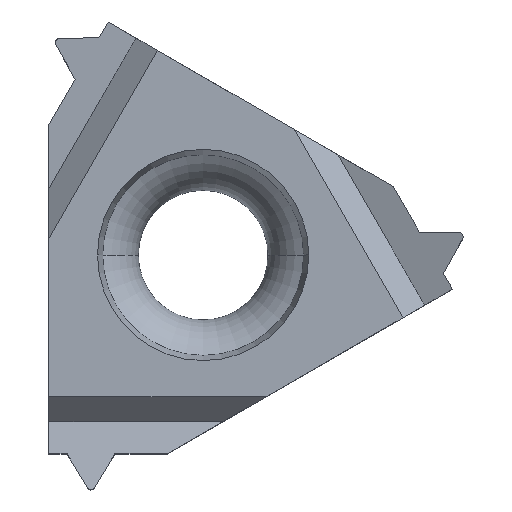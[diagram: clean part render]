
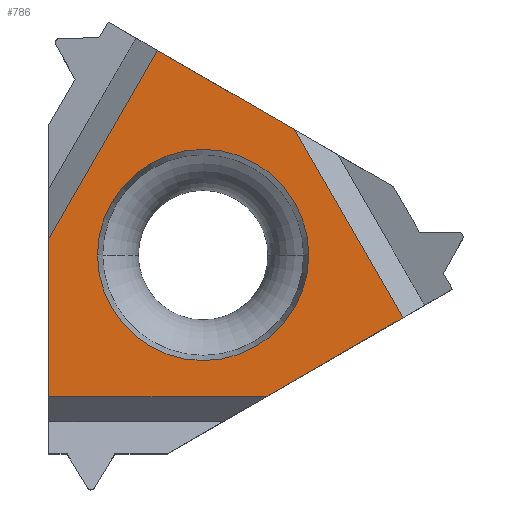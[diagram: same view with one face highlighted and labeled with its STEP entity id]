
A CAD part, top view. The second image highlights one B-rep face of the part: STEP entity #786.
In plain terms, the highlighted planar face has unit normal (0, 0, 1).
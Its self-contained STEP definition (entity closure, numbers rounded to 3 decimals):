
#18=DIRECTION('',(0.5,-0.866,0.));
#19=VECTOR('',#18,6.708);
#20=CARTESIAN_POINT('',(2.817,3.873,0.));
#21=LINE('',#20,#19);
#26=DIRECTION('',(-0.866,-0.5,0.));
#27=VECTOR('',#26,4.88);
#28=CARTESIAN_POINT('',(6.171,-1.936,
0.));
#29=LINE('',#28,#27);
#33=DIRECTION('',(0.5,0.866,0.));
#34=VECTOR('',#33,6.708);
#35=CARTESIAN_POINT('',(-4.763,0.504,0.));
#36=LINE('',#35,#34);
#40=DIRECTION('',(0.866,-0.5,0.));
#41=VECTOR('',#40,4.88);
#42=CARTESIAN_POINT('',(-1.409,6.313,0.));
#43=LINE('',#42,#41);
#47=CARTESIAN_POINT('',(0.,0.,0.));
#48=DIRECTION('',(0.,0.,1.));
#49=DIRECTION('',(1.,0.,0.));
#50=AXIS2_PLACEMENT_3D('',#47,#48,#49);
#55=CARTESIAN_POINT('',(0.,0.,0.));
#56=DIRECTION('',(0.,0.,1.));
#57=DIRECTION('',(-1.,0.,0.));
#58=AXIS2_PLACEMENT_3D('',#55,#56,#57);
#126=DIRECTION('',(0.,-1.,0.));
#127=VECTOR('',#126,4.88);
#128=CARTESIAN_POINT('',(-4.763,0.504,0.));
#129=LINE('',#128,#127);
#154=DIRECTION('',(1.,0.,0.));
#155=VECTOR('',#154,6.708);
#156=CARTESIAN_POINT('',(-4.763,-4.376,0.));
#157=LINE('',#156,#155);
#652=CARTESIAN_POINT('',(2.817,3.873,
0.));
#653=CARTESIAN_POINT('',(6.171,-1.936,
0.));
#654=VERTEX_POINT('',#652);
#655=VERTEX_POINT('',#653);
#656=CARTESIAN_POINT('',(1.945,-4.376,0.));
#657=VERTEX_POINT('',#656);
#658=CARTESIAN_POINT('',(-4.763,-4.376,0.));
#659=VERTEX_POINT('',#658);
#660=CARTESIAN_POINT('',(-4.763,0.504,0.));
#661=VERTEX_POINT('',#660);
#662=CARTESIAN_POINT('',(-1.409,6.313,
0.));
#663=VERTEX_POINT('',#662);
#664=CARTESIAN_POINT('',(3.261,0.,0.));
#665=CARTESIAN_POINT('',(-3.261,0.,0.));
#666=VERTEX_POINT('',#664);
#667=VERTEX_POINT('',#665);
#761=CARTESIAN_POINT('',(0.,0.,0.));
#762=DIRECTION('',(0.,0.,1.));
#763=DIRECTION('',(-1.,0.,0.));
#764=AXIS2_PLACEMENT_3D('',#761,#762,#763);
#765=PLANE('',#764);
#767=ORIENTED_EDGE('',*,*,#766,.T.);
#769=ORIENTED_EDGE('',*,*,#768,.T.);
#771=ORIENTED_EDGE('',*,*,#770,.F.);
#773=ORIENTED_EDGE('',*,*,#772,.F.);
#775=ORIENTED_EDGE('',*,*,#774,.T.);
#777=ORIENTED_EDGE('',*,*,#776,.T.);
#778=EDGE_LOOP('',(#767,#769,#771,#773,#775,#777));
#779=FACE_OUTER_BOUND('',#778,.F.);
#781=ORIENTED_EDGE('',*,*,#780,.T.);
#783=ORIENTED_EDGE('',*,*,#782,.T.);
#784=EDGE_LOOP('',(#781,#783));
#785=FACE_BOUND('',#784,.F.);
#51=CIRCLE('',#50,3.261);
#59=CIRCLE('',#58,3.261);
#766=EDGE_CURVE('',#654,#655,#21,.T.);
#768=EDGE_CURVE('',#655,#657,#29,.T.);
#770=EDGE_CURVE('',#659,#657,#157,.T.);
#772=EDGE_CURVE('',#661,#659,#129,.T.);
#774=EDGE_CURVE('',#661,#663,#36,.T.);
#776=EDGE_CURVE('',#663,#654,#43,.T.);
#780=EDGE_CURVE('',#666,#667,#51,.T.);
#782=EDGE_CURVE('',#667,#666,#59,.T.);
#786=ADVANCED_FACE('',(#779,#785),#765,.T.);
